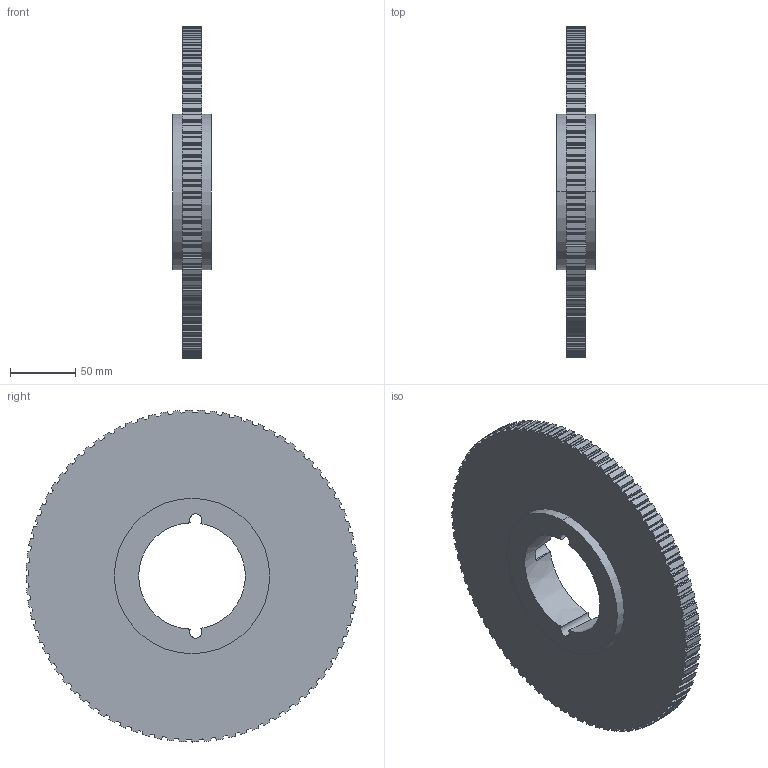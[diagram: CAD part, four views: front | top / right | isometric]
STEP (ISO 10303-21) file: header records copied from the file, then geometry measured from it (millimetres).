
FILE_DESCRIPTION (( 'STEP AP214' ), '1' );
FILE_NAME ('STL84L050A-2517.step', '2016-05-09T16:05:56', ( '' ), ( '' ), 'SwSTEP 2.0', 'SolidWorks 2015', '' );
FILE_SCHEMA (( 'AUTOMOTIVE_DESIGN' ));
Length unit declared in the file: millimetre
Products named in the file (1): STL84L050A-2517
Bounding box: 29.58 x 254 x 254 mm (x, y, z)
Volume: 730613.5 mm3; surface area: 117677.7 mm2
Topology: 1 solids, 1 shells, 756 faces, 2256 edges, 1504 vertices
Faces by surface type: cylinder 497, plane 257, cone 2
Entity records: 25912 total; most frequent: DIRECTION 4764, CARTESIAN_POINT 4543, ORIENTED_EDGE 4512, EDGE_CURVE 2256, AXIS2_PLACEMENT_3D 1757, VERTEX_POINT 1504, LINE 1250, VECTOR 1250
